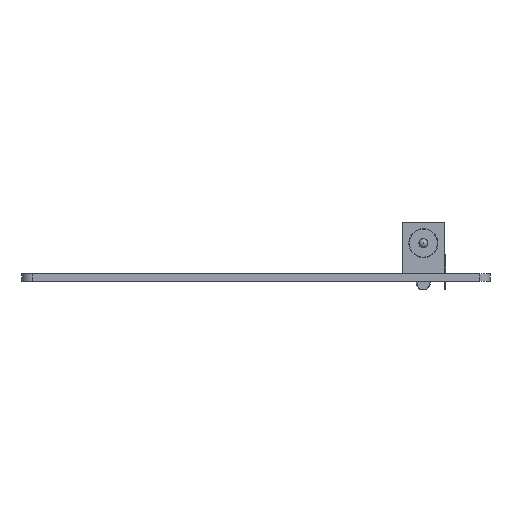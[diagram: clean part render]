
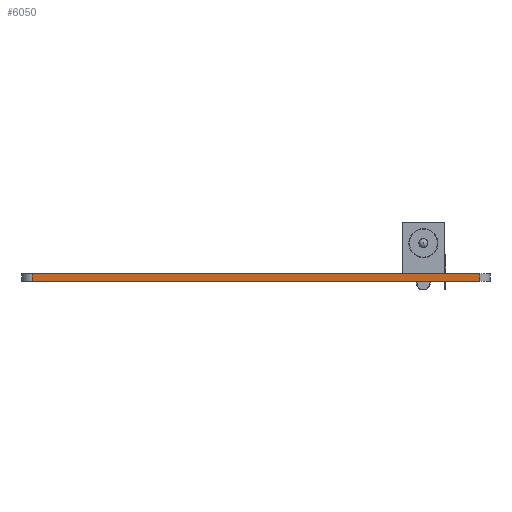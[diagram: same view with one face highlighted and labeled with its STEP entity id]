
A CAD part, left-side view. The second image highlights one B-rep face of the part: STEP entity #6050.
In plain terms, the highlighted planar face has unit normal (-1, 0, 0).
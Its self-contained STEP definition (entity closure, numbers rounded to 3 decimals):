
#5932 = EDGE_CURVE('',#5933,#5935,#5937,.T.);
#5933 = VERTEX_POINT('',#5934);
#5934 = CARTESIAN_POINT('',(0.,-97.79,0.));
#5935 = VERTEX_POINT('',#5936);
#5936 = CARTESIAN_POINT('',(0.,-97.79,1.6));
#5937 = SURFACE_CURVE('',#5938,(#5942,#5954),.PCURVE_S1.);
#5938 = LINE('',#5939,#5940);
#5939 = CARTESIAN_POINT('',(0.,-97.79,0.));
#5940 = VECTOR('',#5941,1.);
#5941 = DIRECTION('',(0.,0.,1.));
#5942 = PCURVE('',#5943,#5948);
#5943 = CYLINDRICAL_SURFACE('',#5944,2.159);
#5944 = AXIS2_PLACEMENT_3D('',#5945,#5946,#5947);
#5945 = CARTESIAN_POINT('',(2.159,-97.79,0.));
#5946 = DIRECTION('',(-0.,-0.,-1.));
#5947 = DIRECTION('',(1.,0.,-0.));
#5948 = DEFINITIONAL_REPRESENTATION('',(#5949),#5953);
#5949 = LINE('',#5950,#5951);
#5950 = CARTESIAN_POINT('',(-3.142,0.));
#5951 = VECTOR('',#5952,1.);
#5952 = DIRECTION('',(-0.,-1.));
#5953 = ( GEOMETRIC_REPRESENTATION_CONTEXT(2) 
PARAMETRIC_REPRESENTATION_CONTEXT() REPRESENTATION_CONTEXT('2D SPACE',''
  ) );
#5954 = PCURVE('',#5955,#5960);
#5955 = PLANE('',#5956);
#5956 = AXIS2_PLACEMENT_3D('',#5957,#5958,#5959);
#5957 = CARTESIAN_POINT('',(0.,-97.79,0.));
#5958 = DIRECTION('',(-1.,0.,0.));
#5959 = DIRECTION('',(0.,1.,0.));
#5960 = DEFINITIONAL_REPRESENTATION('',(#5961),#5965);
#5961 = LINE('',#5962,#5963);
#5962 = CARTESIAN_POINT('',(0.,0.));
#5963 = VECTOR('',#5964,1.);
#5964 = DIRECTION('',(0.,-1.));
#5965 = ( GEOMETRIC_REPRESENTATION_CONTEXT(2) 
PARAMETRIC_REPRESENTATION_CONTEXT() REPRESENTATION_CONTEXT('2D SPACE',''
  ) );
#5984 = PLANE('',#5985);
#5985 = AXIS2_PLACEMENT_3D('',#5986,#5987,#5988);
#5986 = CARTESIAN_POINT('',(74.904,-49.992,1.6));
#5987 = DIRECTION('',(0.,0.,1.));
#5988 = DIRECTION('',(1.,0.,-0.));
#6039 = PLANE('',#6040);
#6040 = AXIS2_PLACEMENT_3D('',#6041,#6042,#6043);
#6041 = CARTESIAN_POINT('',(74.904,-49.992,0.));
#6042 = DIRECTION('',(0.,0.,1.));
#6043 = DIRECTION('',(1.,0.,-0.));
#6050 = ADVANCED_FACE('',(#6051),#5955,.T.);
#6051 = FACE_BOUND('',#6052,.T.);
#6052 = EDGE_LOOP('',(#6053,#6054,#6077,#6105));
#6053 = ORIENTED_EDGE('',*,*,#5932,.T.);
#6054 = ORIENTED_EDGE('',*,*,#6055,.T.);
#6055 = EDGE_CURVE('',#5935,#6056,#6058,.T.);
#6056 = VERTEX_POINT('',#6057);
#6057 = CARTESIAN_POINT('',(0.,-2.159,1.6));
#6058 = SURFACE_CURVE('',#6059,(#6063,#6070),.PCURVE_S1.);
#6059 = LINE('',#6060,#6061);
#6060 = CARTESIAN_POINT('',(0.,-97.79,1.6));
#6061 = VECTOR('',#6062,1.);
#6062 = DIRECTION('',(0.,1.,0.));
#6063 = PCURVE('',#5955,#6064);
#6064 = DEFINITIONAL_REPRESENTATION('',(#6065),#6069);
#6065 = LINE('',#6066,#6067);
#6066 = CARTESIAN_POINT('',(0.,-1.6));
#6067 = VECTOR('',#6068,1.);
#6068 = DIRECTION('',(1.,0.));
#6069 = ( GEOMETRIC_REPRESENTATION_CONTEXT(2) 
PARAMETRIC_REPRESENTATION_CONTEXT() REPRESENTATION_CONTEXT('2D SPACE',''
  ) );
#6070 = PCURVE('',#5984,#6071);
#6071 = DEFINITIONAL_REPRESENTATION('',(#6072),#6076);
#6072 = LINE('',#6073,#6074);
#6073 = CARTESIAN_POINT('',(-74.904,-47.798));
#6074 = VECTOR('',#6075,1.);
#6075 = DIRECTION('',(0.,1.));
#6076 = ( GEOMETRIC_REPRESENTATION_CONTEXT(2) 
PARAMETRIC_REPRESENTATION_CONTEXT() REPRESENTATION_CONTEXT('2D SPACE',''
  ) );
#6077 = ORIENTED_EDGE('',*,*,#6078,.F.);
#6078 = EDGE_CURVE('',#6079,#6056,#6081,.T.);
#6079 = VERTEX_POINT('',#6080);
#6080 = CARTESIAN_POINT('',(0.,-2.159,0.));
#6081 = SURFACE_CURVE('',#6082,(#6086,#6093),.PCURVE_S1.);
#6082 = LINE('',#6083,#6084);
#6083 = CARTESIAN_POINT('',(0.,-2.159,0.));
#6084 = VECTOR('',#6085,1.);
#6085 = DIRECTION('',(0.,0.,1.));
#6086 = PCURVE('',#5955,#6087);
#6087 = DEFINITIONAL_REPRESENTATION('',(#6088),#6092);
#6088 = LINE('',#6089,#6090);
#6089 = CARTESIAN_POINT('',(95.631,0.));
#6090 = VECTOR('',#6091,1.);
#6091 = DIRECTION('',(0.,-1.));
#6092 = ( GEOMETRIC_REPRESENTATION_CONTEXT(2) 
PARAMETRIC_REPRESENTATION_CONTEXT() REPRESENTATION_CONTEXT('2D SPACE',''
  ) );
#6093 = PCURVE('',#6094,#6099);
#6094 = CYLINDRICAL_SURFACE('',#6095,2.159);
#6095 = AXIS2_PLACEMENT_3D('',#6096,#6097,#6098);
#6096 = CARTESIAN_POINT('',(2.159,-2.159,0.));
#6097 = DIRECTION('',(-0.,-0.,-1.));
#6098 = DIRECTION('',(1.,0.,-0.));
#6099 = DEFINITIONAL_REPRESENTATION('',(#6100),#6104);
#6100 = LINE('',#6101,#6102);
#6101 = CARTESIAN_POINT('',(-3.142,0.));
#6102 = VECTOR('',#6103,1.);
#6103 = DIRECTION('',(-0.,-1.));
#6104 = ( GEOMETRIC_REPRESENTATION_CONTEXT(2) 
PARAMETRIC_REPRESENTATION_CONTEXT() REPRESENTATION_CONTEXT('2D SPACE',''
  ) );
#6105 = ORIENTED_EDGE('',*,*,#6106,.F.);
#6106 = EDGE_CURVE('',#5933,#6079,#6107,.T.);
#6107 = SURFACE_CURVE('',#6108,(#6112,#6119),.PCURVE_S1.);
#6108 = LINE('',#6109,#6110);
#6109 = CARTESIAN_POINT('',(0.,-97.79,0.));
#6110 = VECTOR('',#6111,1.);
#6111 = DIRECTION('',(0.,1.,0.));
#6112 = PCURVE('',#5955,#6113);
#6113 = DEFINITIONAL_REPRESENTATION('',(#6114),#6118);
#6114 = LINE('',#6115,#6116);
#6115 = CARTESIAN_POINT('',(0.,0.));
#6116 = VECTOR('',#6117,1.);
#6117 = DIRECTION('',(1.,0.));
#6118 = ( GEOMETRIC_REPRESENTATION_CONTEXT(2) 
PARAMETRIC_REPRESENTATION_CONTEXT() REPRESENTATION_CONTEXT('2D SPACE',''
  ) );
#6119 = PCURVE('',#6039,#6120);
#6120 = DEFINITIONAL_REPRESENTATION('',(#6121),#6125);
#6121 = LINE('',#6122,#6123);
#6122 = CARTESIAN_POINT('',(-74.904,-47.798));
#6123 = VECTOR('',#6124,1.);
#6124 = DIRECTION('',(0.,1.));
#6125 = ( GEOMETRIC_REPRESENTATION_CONTEXT(2) 
PARAMETRIC_REPRESENTATION_CONTEXT() REPRESENTATION_CONTEXT('2D SPACE',''
  ) );
